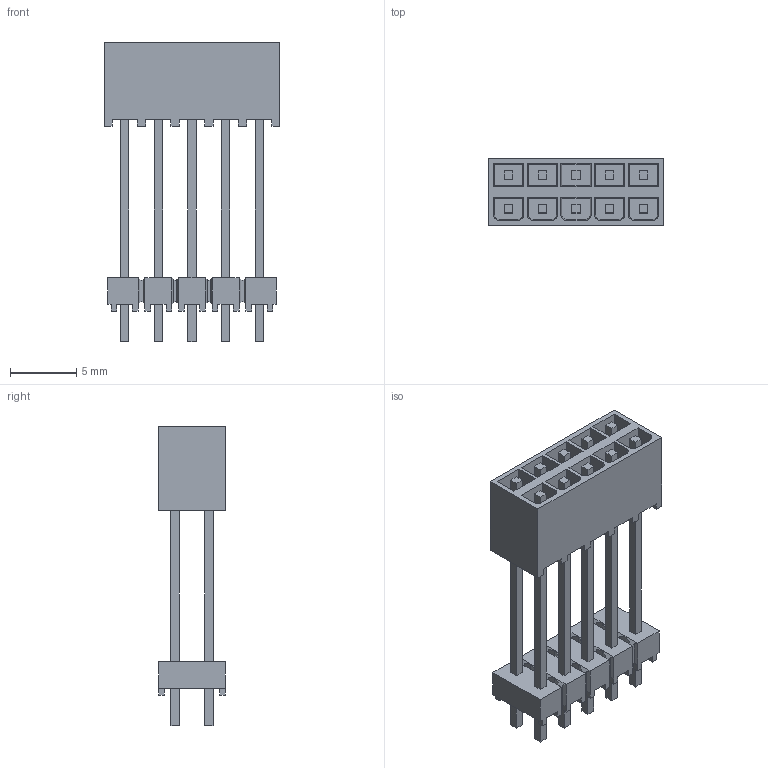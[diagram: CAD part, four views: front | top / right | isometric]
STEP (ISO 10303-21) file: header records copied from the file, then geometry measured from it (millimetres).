
FILE_DESCRIPTION(/* description */ (''),/* implementation_level */ '2;1');
FILE_NAME(/* name */ 'SAMTEC_IPT1-105-07-L-D.stp',/* time_stamp */ '2017-08-07T09:45:38+02:00',/* author */ ('jchouvet'),/* organization */ (''),/* preprocessor_version */ 'ST-DEVELOPER v16.1',/* originating_system */ 'AutoCAD Mechanical',/* authorisation */ '');
FILE_SCHEMA (('AUTOMOTIVE_DESIGN { 1 0 10303 214 3 1 1 }'));
Length unit declared in the file: millimetre
Products named in the file (1): Product
Bounding box: 13.21 x 5.08 x 22.61 mm (x, y, z)
Volume: 455 mm3; surface area: 1665.1 mm2
Topology: 13 solids, 13 shells, 546 faces, 1466 edges, 946 vertices
Faces by surface type: plane 536, cone 10
Entity records: 16730 total; most frequent: CARTESIAN_POINT 2959, ORIENTED_EDGE 2932, DIRECTION 2580, EDGE_CURVE 1466, LINE 1446, VECTOR 1446, VERTEX_POINT 940, EDGE_LOOP 596
